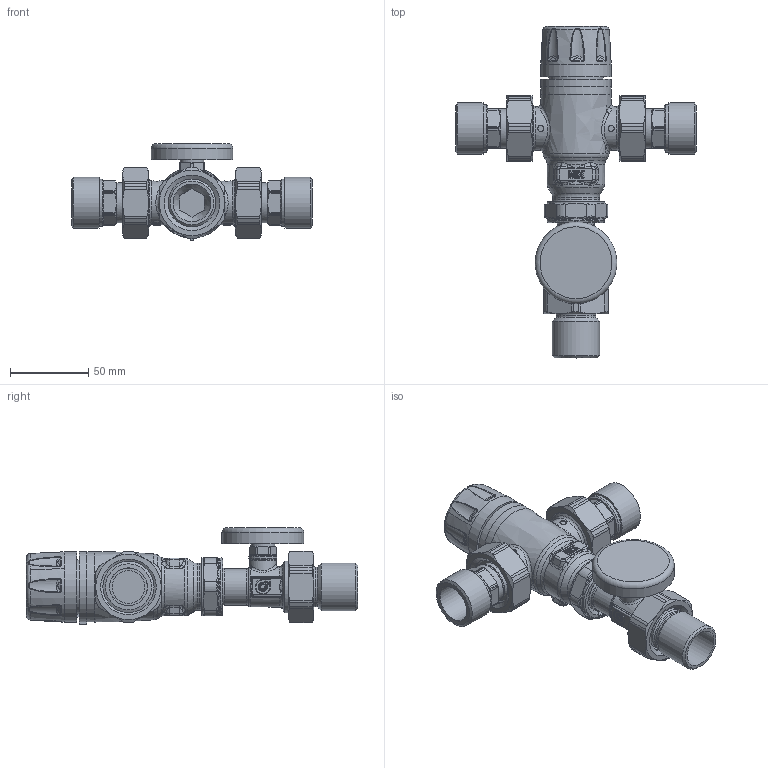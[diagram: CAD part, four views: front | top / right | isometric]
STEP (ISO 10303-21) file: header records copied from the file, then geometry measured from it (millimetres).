
FILE_DESCRIPTION(/* description */ (''),/* implementation_level */ '2;1');
FILE_NAME(/* name */ '521610AC_Simplify_1.stp',/* time_stamp */ '2025-08-01T13:56:37-05:00',/* author */ ('ischreiner'),/* organization */ (''),/* preprocessor_version */ 'ST-DEVELOPER v20',/* originating_system */ 'Autodesk Inventor 2025',/* authorisation */ '');
FILE_SCHEMA (('AUTOMOTIVE_DESIGN { 1 0 10303 214 3 1 1 }'));
Products named in the file (1): 521610AC_Simplify_1
Bounding box: 154 x 212.42 x 61.9 mm (x, y, z)
Volume: 319371.9 mm3; surface area: 78442.7 mm2
Topology: 8 solids, 8 shells, 2010 faces, 4747 edges, 2635 vertices
Faces by surface type: bspline 713, cylinder 576, plane 360, cone 144, torus 111, sphere 106
Full cylindrical faces by diameter (mm): 2 x1, 4 x2, 8 x1, 9 x1, 15.24 x1, 15.875 x1, 17 x1, 18 x1, 21 x2, 23.5 x1, 24 x7, 24.13 x1, 25.4 x1, 25.5 x2, 27.94 x1, 28 x2, 29.6 x1, 30 x3, 30.048 x3, 30.3 x3, 30.48 x4, 30.5 x1, 31 x1, 32.8 x2, 33.1 x4, 37 x2, 45 x2, 52.324 x1
Entity records: 105499 total; most frequent: CARTESIAN_POINT 61861, ORIENTED_EDGE 9172, DIRECTION 7997, EDGE_CURVE 4586, AXIS2_PLACEMENT_3D 3363, VERTEX_POINT 2635, EDGE_LOOP 2067, STYLED_ITEM 2018
